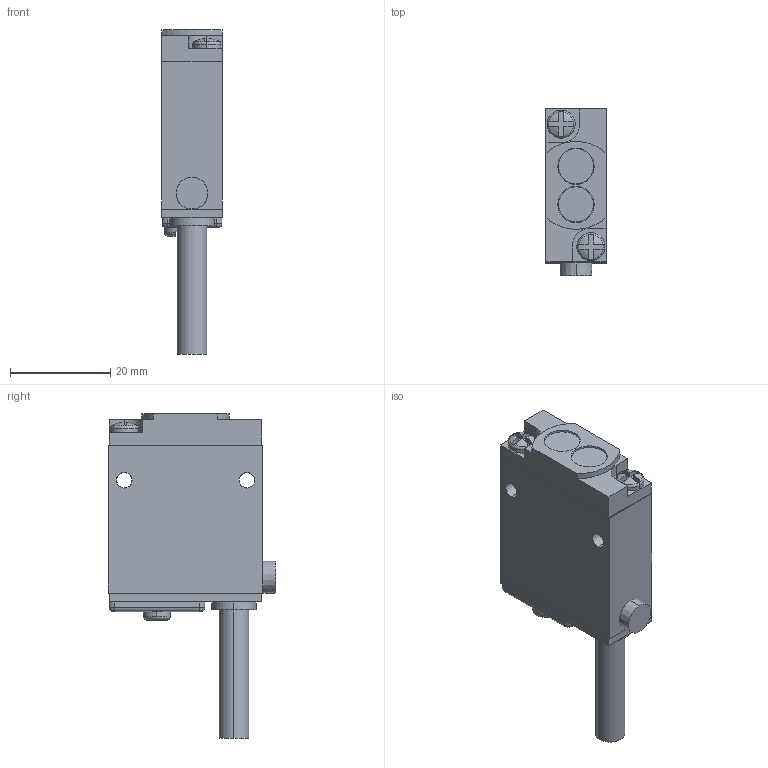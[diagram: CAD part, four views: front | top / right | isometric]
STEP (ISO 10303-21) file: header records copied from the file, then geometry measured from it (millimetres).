
FILE_DESCRIPTION((''),'2;1');
FILE_NAME('154453_SM01_ASM','2025-09-10T11:15:46',('banengservice'),('BANNER ENGINEERING'),'CREO PARAMETRIC BY PTC INC, 2022414','CREO PARAMETRIC BY PTC INC, 2022414','');
FILE_SCHEMA(('CONFIG_CONTROL_DESIGN'));
Products named in the file (3): 154453_EP01; 09460_WEB; 154453_SM01_ASM
Assembly tree (2 placements, depth 2):
  154453_SM01_ASM
    154453_EP01
    09460_WEB
Bounding box: 12.04 x 33.32 x 64.68 mm (x, y, z)
Volume: 15085.4 mm3; surface area: 5472.4 mm2
Topology: 2 solids, 2 shells, 144 faces, 353 edges, 228 vertices
Faces by surface type: plane 66, cylinder 44, cone 16, sphere 8, torus 6, bspline 4
Entity records: 4511 total; most frequent: CARTESIAN_POINT 920, DIRECTION 781, ORIENTED_EDGE 706, EDGE_CURVE 353, AXIS2_PLACEMENT_3D 303, VERTEX_POINT 228, VECTOR 175, LINE 175
